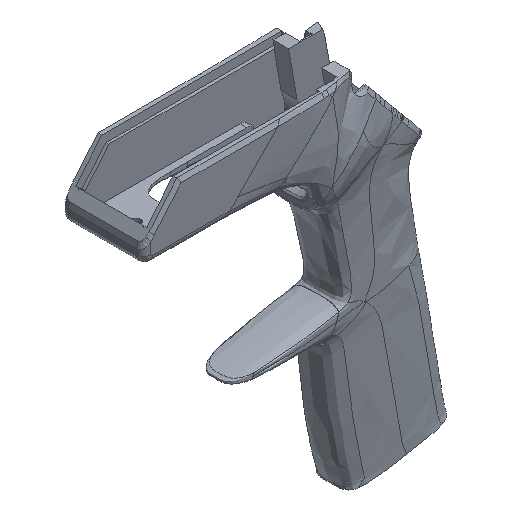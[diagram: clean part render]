
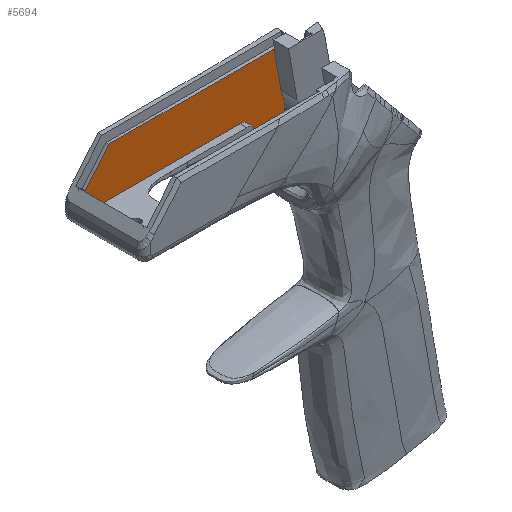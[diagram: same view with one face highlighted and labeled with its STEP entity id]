
A CAD part, isometric view. The second image highlights one B-rep face of the part: STEP entity #5694.
In plain terms, the highlighted planar face has unit normal (0, -1, 0).
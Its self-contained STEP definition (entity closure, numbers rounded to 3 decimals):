
#86=CIRCLE('',#6032,4.25);
#334=LINE('',#9003,#719);
#430=LINE('',#11247,#815);
#435=LINE('',#11256,#820);
#441=LINE('',#11268,#826);
#442=LINE('',#11272,#827);
#443=LINE('',#11288,#828);
#444=LINE('',#11309,#829);
#445=LINE('',#11310,#830);
#719=VECTOR('',#6244,10.);
#815=VECTOR('',#6430,10.);
#820=VECTOR('',#6437,10.);
#826=VECTOR('',#6449,10.);
#827=VECTOR('',#6452,10.);
#828=VECTOR('',#6453,10.);
#829=VECTOR('',#6454,10.);
#830=VECTOR('',#6455,10.);
#1142=FACE_OUTER_BOUND('',#1478,.T.);
#1478=EDGE_LOOP('',(#4169,#4170,#4171,#4172,#4173,#4174,#4175,#4176,#4177,
#4178,#4179,#4180));
#1880=B_SPLINE_CURVE_WITH_KNOTS('',3,(#11274,#11275,#11276,#11277,#11278,
#11279,#11280,#11281,#11282,#11283,#11284,#11285,#11286),.UNSPECIFIED.,
 .F.,.F.,(4,3,3,3,4),(0.,0.122,0.244,0.4,
0.557),.UNSPECIFIED.);
#1881=B_SPLINE_CURVE_WITH_KNOTS('',3,(#11290,#11291,#11292,#11293),
 .UNSPECIFIED.,.F.,.F.,(4,4),(0.,0.017),.UNSPECIFIED.);
#1882=B_SPLINE_CURVE_WITH_KNOTS('',3,(#11295,#11296,#11297,#11298,#11299,
#11300,#11301,#11302,#11303,#11304,#11305,#11306,#11307),.UNSPECIFIED.,
 .F.,.F.,(4,3,3,3,4),(0.,0.756,1.375,
1.948,2.574),.UNSPECIFIED.);
#2281=VERTEX_POINT('',#9000);
#2282=VERTEX_POINT('',#9002);
#2427=VERTEX_POINT('',#11243);
#2429=VERTEX_POINT('',#11246);
#2432=VERTEX_POINT('',#11253);
#2436=VERTEX_POINT('',#11269);
#2437=VERTEX_POINT('',#11271);
#2438=VERTEX_POINT('',#11273);
#2439=VERTEX_POINT('',#11287);
#2440=VERTEX_POINT('',#11289);
#2441=VERTEX_POINT('',#11294);
#2442=VERTEX_POINT('',#11308);
#2897=EDGE_CURVE('',#2282,#2281,#334,.T.);
#3089=EDGE_CURVE('',#2429,#2427,#430,.T.);
#3094=EDGE_CURVE('',#2432,#2429,#435,.T.);
#3100=EDGE_CURVE('',#2427,#2282,#441,.T.);
#3101=EDGE_CURVE('',#2281,#2436,#86,.T.);
#3102=EDGE_CURVE('',#2436,#2437,#442,.T.);
#3103=EDGE_CURVE('',#2437,#2438,#1880,.T.);
#3104=EDGE_CURVE('',#2438,#2439,#443,.T.);
#3105=EDGE_CURVE('',#2439,#2440,#1881,.T.);
#3106=EDGE_CURVE('',#2440,#2441,#1882,.T.);
#3107=EDGE_CURVE('',#2442,#2441,#444,.T.);
#3108=EDGE_CURVE('',#2442,#2432,#445,.T.);
#4169=ORIENTED_EDGE('',*,*,#3094,.T.);
#4170=ORIENTED_EDGE('',*,*,#3089,.T.);
#4171=ORIENTED_EDGE('',*,*,#3100,.T.);
#4172=ORIENTED_EDGE('',*,*,#2897,.T.);
#4173=ORIENTED_EDGE('',*,*,#3101,.T.);
#4174=ORIENTED_EDGE('',*,*,#3102,.T.);
#4175=ORIENTED_EDGE('',*,*,#3103,.T.);
#4176=ORIENTED_EDGE('',*,*,#3104,.T.);
#4177=ORIENTED_EDGE('',*,*,#3105,.T.);
#4178=ORIENTED_EDGE('',*,*,#3106,.T.);
#4179=ORIENTED_EDGE('',*,*,#3107,.F.);
#4180=ORIENTED_EDGE('',*,*,#3108,.T.);
#5526=PLANE('',#6031);
#5694=ADVANCED_FACE('',(#1142),#5526,.F.);
#6031=AXIS2_PLACEMENT_3D('',#11267,#6447,#6448);
#6032=AXIS2_PLACEMENT_3D('',#11270,#6450,#6451);
#6244=DIRECTION('',(1.,0.,0.));
#6430=DIRECTION('',(-0.766,0.,0.643));
#6437=DIRECTION('',(-0.643,0.,-0.766));
#6447=DIRECTION('center_axis',(0.,1.,0.));
#6448=DIRECTION('ref_axis',(0.,0.,1.));
#6449=DIRECTION('',(0.,0.,-1.));
#6450=DIRECTION('center_axis',(0.,1.,0.));
#6451=DIRECTION('ref_axis',(0.999,0.,-0.038));
#6452=DIRECTION('',(0.174,0.,-0.985));
#6453=DIRECTION('',(0.982,0.,0.191));
#6454=DIRECTION('',(0.174,0.,-0.985));
#6455=DIRECTION('',(-1.,0.,0.));
#9000=CARTESIAN_POINT('',(-20.971,11.25,111.401));
#9002=CARTESIAN_POINT('',(-76.668,11.25,111.401));
#9003=CARTESIAN_POINT('',(-56.217,11.25,111.401));
#11243=CARTESIAN_POINT('',(-76.668,11.25,120.137));
#11246=CARTESIAN_POINT('',(-74.37,11.25,118.208));
#11247=CARTESIAN_POINT('',(-70.277,11.25,114.774));
#11253=CARTESIAN_POINT('',(-66.154,11.25,128.));
#11256=CARTESIAN_POINT('',(-58.031,11.25,137.68));
#11267=CARTESIAN_POINT('Origin',(-35.766,11.25,142.924));
#11268=CARTESIAN_POINT('',(-76.668,11.25,124.559));
#11269=CARTESIAN_POINT('',(-18.653,11.25,110.714));
#11270=CARTESIAN_POINT('Origin',(-20.971,11.25,107.151));
#11271=CARTESIAN_POINT('',(-16.801,11.25,100.208));
#11272=CARTESIAN_POINT('',(-18.653,11.25,110.714));
#11273=CARTESIAN_POINT('',(-13.488,11.25,96.308));
#11274=CARTESIAN_POINT('Ctrl Pts',(-16.801,11.25,100.208));
#11275=CARTESIAN_POINT('Ctrl Pts',(-16.796,11.25,99.802));
#11276=CARTESIAN_POINT('Ctrl Pts',(-16.73,11.25,99.398));
#11277=CARTESIAN_POINT('Ctrl Pts',(-16.604,11.25,99.011));
#11278=CARTESIAN_POINT('Ctrl Pts',(-16.478,11.25,98.624));
#11279=CARTESIAN_POINT('Ctrl Pts',(-16.294,11.25,98.259));
#11280=CARTESIAN_POINT('Ctrl Pts',(-16.058,11.25,97.927));
#11281=CARTESIAN_POINT('Ctrl Pts',(-15.756,11.25,97.503));
#11282=CARTESIAN_POINT('Ctrl Pts',(-15.374,11.25,97.142));
#11283=CARTESIAN_POINT('Ctrl Pts',(-14.933,11.25,96.865));
#11284=CARTESIAN_POINT('Ctrl Pts',(-14.492,11.25,96.587));
#11285=CARTESIAN_POINT('Ctrl Pts',(-14.001,11.25,96.398));
#11286=CARTESIAN_POINT('Ctrl Pts',(-13.488,11.25,96.308));
#11287=CARTESIAN_POINT('',(-13.269,11.25,96.351));
#11288=CARTESIAN_POINT('',(-20.292,11.25,94.985));
#11289=CARTESIAN_POINT('',(-13.136,11.25,96.453));
#11290=CARTESIAN_POINT('Ctrl Pts',(-13.269,11.25,96.351));
#11291=CARTESIAN_POINT('Ctrl Pts',(-13.225,11.25,96.385));
#11292=CARTESIAN_POINT('Ctrl Pts',(-13.18,11.25,96.419));
#11293=CARTESIAN_POINT('Ctrl Pts',(-13.136,11.25,96.453));
#11294=CARTESIAN_POINT('',(-6.78,11.25,114.268));
#11295=CARTESIAN_POINT('Ctrl Pts',(-13.136,11.25,96.453));
#11296=CARTESIAN_POINT('Ctrl Pts',(-10.547,11.25,98.436));
#11297=CARTESIAN_POINT('Ctrl Pts',(-8.754,11.25,100.274));
#11298=CARTESIAN_POINT('Ctrl Pts',(-7.549,11.25,102.036));
#11299=CARTESIAN_POINT('Ctrl Pts',(-6.561,11.25,103.479));
#11300=CARTESIAN_POINT('Ctrl Pts',(-5.968,11.25,104.874));
#11301=CARTESIAN_POINT('Ctrl Pts',(-5.678,11.25,106.251));
#11302=CARTESIAN_POINT('Ctrl Pts',(-5.41,11.25,107.526));
#11303=CARTESIAN_POINT('Ctrl Pts',(-5.4,11.25,108.793));
#11304=CARTESIAN_POINT('Ctrl Pts',(-5.588,11.25,110.076));
#11305=CARTESIAN_POINT('Ctrl Pts',(-5.793,11.25,111.476));
#11306=CARTESIAN_POINT('Ctrl Pts',(-6.227,11.25,112.865));
#11307=CARTESIAN_POINT('Ctrl Pts',(-6.78,11.25,114.268));
#11308=CARTESIAN_POINT('',(-9.202,11.25,128.));
#11309=CARTESIAN_POINT('',(-9.731,11.25,131.));
#11310=CARTESIAN_POINT('',(-36.159,11.25,128.));
